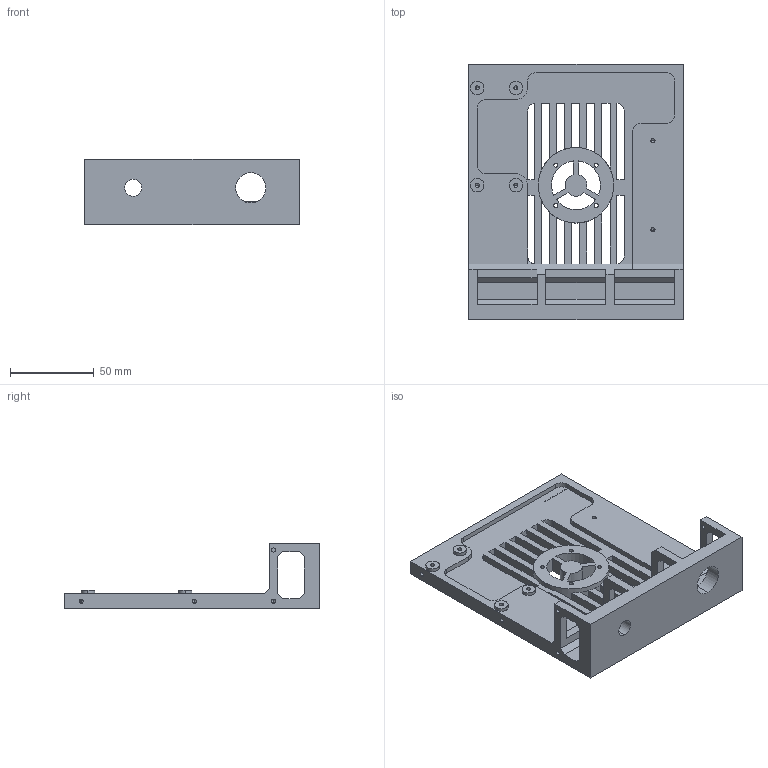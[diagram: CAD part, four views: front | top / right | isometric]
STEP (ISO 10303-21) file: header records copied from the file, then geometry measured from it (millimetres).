
FILE_DESCRIPTION (( 'STEP AP203' ), '1' );
FILE_NAME ('electronics base.STEP', '2018-03-09T05:37:46', ( '' ), ( '' ), 'SwSTEP 2.0', 'SolidWorks 2017', '' );
FILE_SCHEMA (( 'CONFIG_CONTROL_DESIGN' ));
Length unit declared in the file: millimetre
Products named in the file (1): electronics base
Bounding box: 127.63 x 152 x 39 mm (x, y, z)
Volume: 167170.3 mm3; surface area: 63216.7 mm2
Topology: 1 solids, 1 shells, 207 faces, 612 edges, 381 vertices
Faces by surface type: plane 109, cylinder 66, cone 24, bspline 8
Entity records: 7298 total; most frequent: CARTESIAN_POINT 1652, ORIENTED_EDGE 1176, DIRECTION 1122, EDGE_CURVE 588, LINE 420, VECTOR 420, VERTEX_POINT 381, AXIS2_PLACEMENT_3D 351
